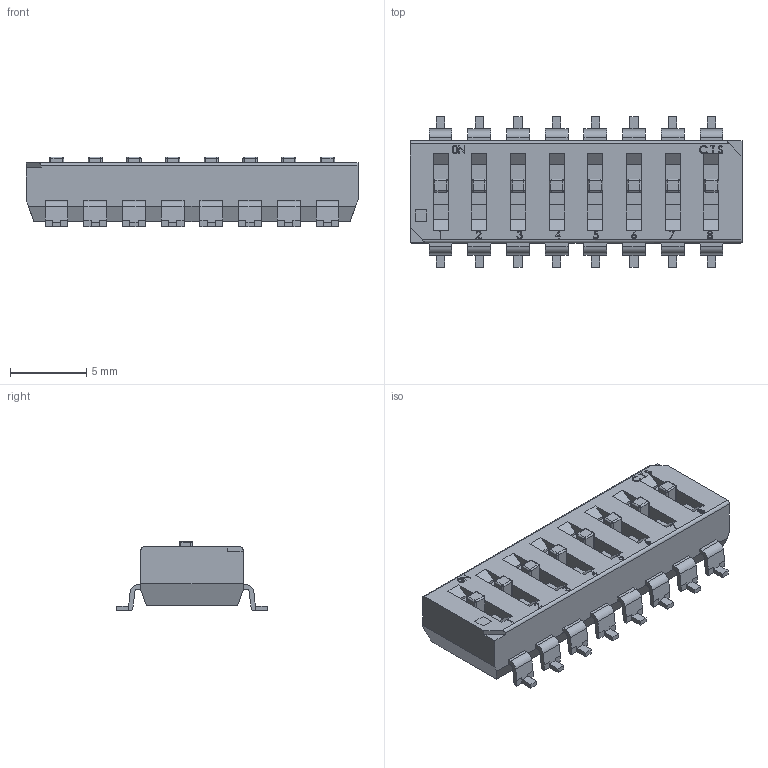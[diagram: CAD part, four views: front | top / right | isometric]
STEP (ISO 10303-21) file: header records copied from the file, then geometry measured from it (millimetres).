
FILE_DESCRIPTION(/* description */ (''),/* implementation_level */ '2;1');
FILE_NAME(/* name */ 'CTS Components 219-8MSTR ONS.stp',/* time_stamp */ '2020-06-05T02:32:09-04:00',/* author */ ('Alxs'),/* organization */ (''),/* preprocessor_version */ 'ST-DEVELOPER v18',/* originating_system */ 'Autodesk Inventor 2020',/* authorisation */ '');
FILE_SCHEMA (('AUTOMOTIVE_DESIGN { 1 0 10303 214 3 1 1 }'));
Length unit declared in the file: millimetre
Products named in the file (6): Ensamblaje2; Prueba 2; 219-8LPST; Pieza14; Pieza15; Pieza16
Assembly tree (5 placements, depth 3):
  Ensamblaje2
    Prueba 2
      219-8LPST
      Pieza14
      Pieza15
      Pieza16
Bounding box: 21.79 x 9.91 x 4.58 mm (x, y, z)
Volume: 546.3 mm3; surface area: 779.7 mm2
Topology: 40 solids, 40 shells, 898 faces, 2312 edges, 1520 vertices
Faces by surface type: plane 574, bspline 207, cylinder 117
Entity records: 35875 total; most frequent: CARTESIAN_POINT 13949, ORIENTED_EDGE 4624, DIRECTION 3630, EDGE_CURVE 2312, LINE 1694, VECTOR 1694, VERTEX_POINT 1520, AXIS2_PLACEMENT_3D 968
